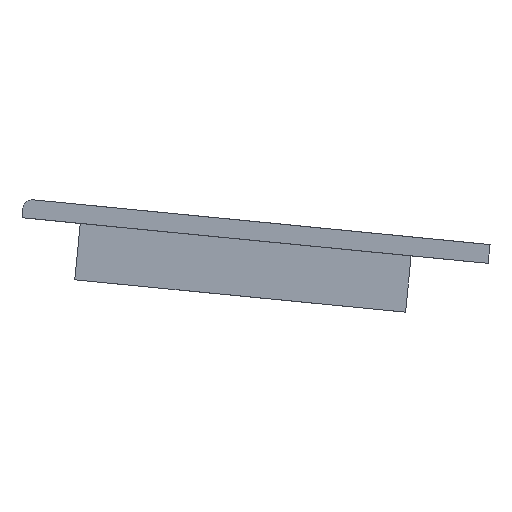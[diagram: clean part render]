
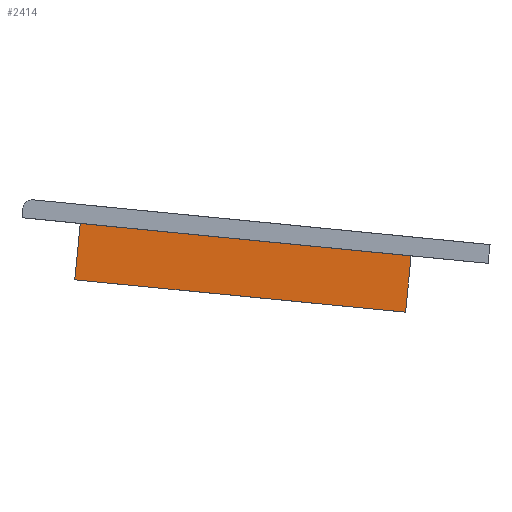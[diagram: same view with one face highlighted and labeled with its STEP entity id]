
A CAD part, left-side view. The second image highlights one B-rep face of the part: STEP entity #2414.
In plain terms, the highlighted planar face has unit normal (-1, 0, 0).
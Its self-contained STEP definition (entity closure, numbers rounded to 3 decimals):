
#361=FACE_OUTER_BOUND('',#508,.T.);
#508=EDGE_LOOP('',(#1692,#1693,#1694,#1695));
#731=LINE('',#3577,#908);
#732=LINE('',#3579,#909);
#733=LINE('',#3581,#910);
#734=LINE('',#3582,#911);
#908=VECTOR('',#2887,10.);
#909=VECTOR('',#2888,10.);
#910=VECTOR('',#2889,10.);
#911=VECTOR('',#2890,10.);
#1085=VERTEX_POINT('',#3575);
#1086=VERTEX_POINT('',#3576);
#1087=VERTEX_POINT('',#3578);
#1088=VERTEX_POINT('',#3580);
#1326=EDGE_CURVE('',#1085,#1086,#731,.T.);
#1327=EDGE_CURVE('',#1085,#1087,#732,.T.);
#1328=EDGE_CURVE('',#1087,#1088,#733,.T.);
#1329=EDGE_CURVE('',#1086,#1088,#734,.T.);
#1692=ORIENTED_EDGE('',*,*,#1326,.F.);
#1693=ORIENTED_EDGE('',*,*,#1327,.T.);
#1694=ORIENTED_EDGE('',*,*,#1328,.T.);
#1695=ORIENTED_EDGE('',*,*,#1329,.F.);
#2356=PLANE('',#2576);
#2414=ADVANCED_FACE('',(#361),#2356,.T.);
#2576=AXIS2_PLACEMENT_3D('',#3574,#2885,#2886);
#2885=DIRECTION('center_axis',(-1.,0.,0.));
#2886=DIRECTION('ref_axis',(0.,0.995,0.097));
#2887=DIRECTION('',(0.,-0.995,-0.097));
#2888=DIRECTION('',(0.,0.097,-0.995));
#2889=DIRECTION('',(0.,-0.995,-0.097));
#2890=DIRECTION('',(0.,0.097,-0.995));
#3574=CARTESIAN_POINT('Origin',(-139.,127.587,92.53));
#3575=CARTESIAN_POINT('',(-139.,215.657,96.121));
#3576=CARTESIAN_POINT('',(-139.,128.076,87.542));
#3577=CARTESIAN_POINT('',(-139.,119.835,86.735));
#3578=CARTESIAN_POINT('',(-139.,217.118,81.204));
#3579=CARTESIAN_POINT('',(-139.,215.168,101.109));
#3580=CARTESIAN_POINT('',(-139.,129.537,72.626));
#3581=CARTESIAN_POINT('',(-139.,150.92,74.72));
#3582=CARTESIAN_POINT('',(-139.,127.587,92.53));
